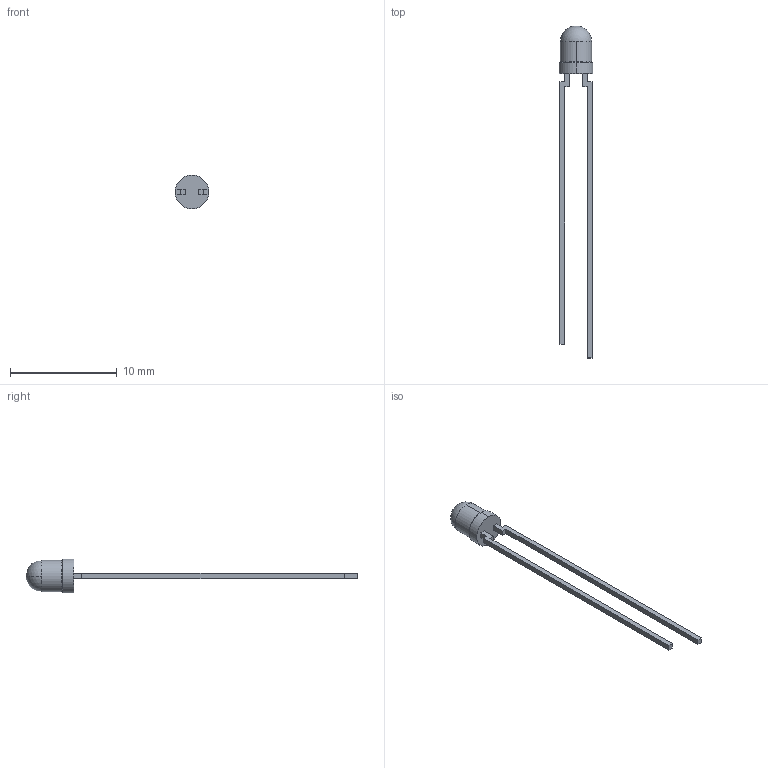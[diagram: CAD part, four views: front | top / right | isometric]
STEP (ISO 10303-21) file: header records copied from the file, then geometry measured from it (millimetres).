
FILE_DESCRIPTION (( 'STEP AP214' ), '1' );
FILE_NAME ('4300FLC_Series.STEP', '2018-07-25T23:23:03', ( 'user' ), ( 'Microsoft' ), 'SwSTEP 2.0', 'SolidWorks 2018', '' );
FILE_SCHEMA (( 'AUTOMOTIVE_DESIGN' ));
Length unit declared in the file: inch
Products named in the file (1): 4300FLC_Series
Bounding box: 3.17 x 31.06 x 3.17 mm (x, y, z)
Volume: 40.1 mm3; surface area: 152.5 mm2
Topology: 1 solids, 1 shells, 28 faces, 70 edges, 45 vertices
Faces by surface type: plane 20, cylinder 4, torus 2, sphere 2
Entity records: 990 total; most frequent: DIRECTION 142, CARTESIAN_POINT 142, ORIENTED_EDGE 136, EDGE_CURVE 68, LINE 52, VECTOR 52, AXIS2_PLACEMENT_3D 45, VERTEX_POINT 45
